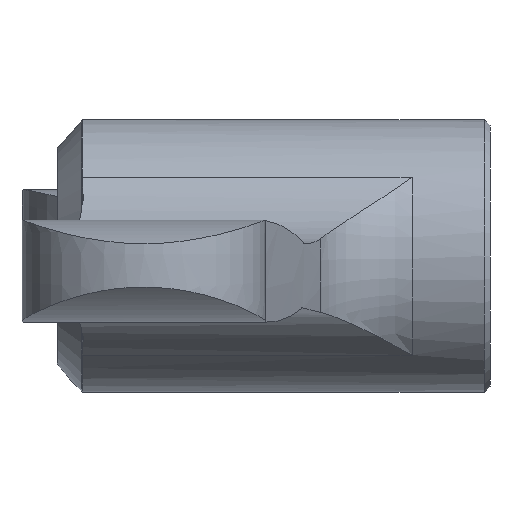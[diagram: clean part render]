
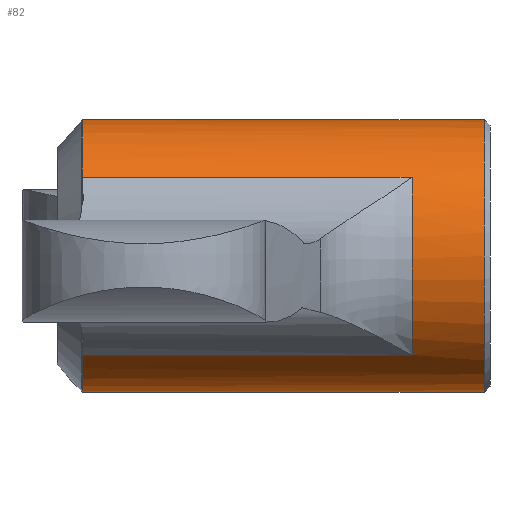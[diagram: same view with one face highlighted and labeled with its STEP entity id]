
A CAD part, left-side view. The second image highlights one B-rep face of the part: STEP entity #82.
In plain terms, the highlighted cylindrical face has radius 7 mm (diameter 14 mm), a full revolution.
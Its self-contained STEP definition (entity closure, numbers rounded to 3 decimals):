
#82 = ADVANCED_FACE( '', ( #189, #190 ), #191, .T. );
#189 = FACE_OUTER_BOUND( '', #327, .T. );
#190 = FACE_OUTER_BOUND( '', #328, .T. );
#191 = CYLINDRICAL_SURFACE( '', #329, 7. );
#327 = EDGE_LOOP( '', ( #508 ) );
#328 = EDGE_LOOP( '', ( #509, #510, #511, #512, #513, #514, #515, #516 ) );
#329 = AXIS2_PLACEMENT_3D( '', #517, #518, #519 );
#508 = ORIENTED_EDGE( '', *, *, #787, .F. );
#509 = ORIENTED_EDGE( '', *, *, #789, .T. );
#510 = ORIENTED_EDGE( '', *, *, #790, .F. );
#511 = ORIENTED_EDGE( '', *, *, #791, .F. );
#512 = ORIENTED_EDGE( '', *, *, #792, .T. );
#513 = ORIENTED_EDGE( '', *, *, #761, .T. );
#514 = ORIENTED_EDGE( '', *, *, #793, .F. );
#515 = ORIENTED_EDGE( '', *, *, #794, .F. );
#516 = ORIENTED_EDGE( '', *, *, #795, .T. );
#517 = CARTESIAN_POINT( '', ( 0., 0., 0. ) );
#518 = DIRECTION( '', ( 0., 1., 0. ) );
#519 = DIRECTION( '', ( 0., 0., -1. ) );
#761 = EDGE_CURVE( '', #900, #898, #901, .T. );
#787 = EDGE_CURVE( '', #941, #941, #942, .T. );
#789 = EDGE_CURVE( '', #944, #945, #946, .T. );
#790 = EDGE_CURVE( '', #947, #945, #948, .T. );
#791 = EDGE_CURVE( '', #949, #947, #950, .T. );
#792 = EDGE_CURVE( '', #949, #900, #951, .T. );
#793 = EDGE_CURVE( '', #952, #898, #953, .T. );
#794 = EDGE_CURVE( '', #954, #952, #955, .T. );
#795 = EDGE_CURVE( '', #954, #944, #956, .T. );
#898 = VERTEX_POINT( '', #1178 );
#900 = VERTEX_POINT( '', #1195 );
#901 = CIRCLE( '', #1196, 7. );
#941 = VERTEX_POINT( '', #1288 );
#942 = CIRCLE( '', #1289, 7. );
#944 = VERTEX_POINT( '', #1291 );
#945 = VERTEX_POINT( '', #1292 );
#946 = CIRCLE( '', #1293, 7. );
#947 = VERTEX_POINT( '', #1294 );
#948 = LINE( '', #1295, #1296 );
#949 = VERTEX_POINT( '', #1297 );
#950 = CIRCLE( '', #1298, 7. );
#951 = LINE( '', #1299, #1300 );
#952 = VERTEX_POINT( '', #1301 );
#953 = LINE( '', #1302, #1303 );
#954 = VERTEX_POINT( '', #1304 );
#955 = CIRCLE( '', #1305, 7. );
#956 = LINE( '', #1306, #1307 );
#1178 = CARTESIAN_POINT( '', ( -4.816, 3.999, -5.08 ) );
#1195 = CARTESIAN_POINT( '', ( -5.725, 3.999, 4.027 ) );
#1196 = AXIS2_PLACEMENT_3D( '', #1657, #1658, #1659 );
#1288 = CARTESIAN_POINT( '', ( 0., 0.3, -7. ) );
#1289 = AXIS2_PLACEMENT_3D( '', #1685, #1686, #1687 );
#1291 = CARTESIAN_POINT( '', ( 5.725, 3.999, -4.027 ) );
#1292 = CARTESIAN_POINT( '', ( 4.816, 3.999, 5.08 ) );
#1293 = AXIS2_PLACEMENT_3D( '', #1688, #1689, #1690 );
#1294 = CARTESIAN_POINT( '', ( 4.816, 20.9, 5.08 ) );
#1295 = CARTESIAN_POINT( '', ( 4.816, 35.5, 5.08 ) );
#1296 = VECTOR( '', #1691, 1000. );
#1297 = CARTESIAN_POINT( '', ( -5.725, 20.9, 4.027 ) );
#1298 = AXIS2_PLACEMENT_3D( '', #1692, #1693, #1694 );
#1299 = CARTESIAN_POINT( '', ( -5.725, 35.5, 4.027 ) );
#1300 = VECTOR( '', #1695, 1000. );
#1301 = CARTESIAN_POINT( '', ( -4.816, 20.9, -5.08 ) );
#1302 = CARTESIAN_POINT( '', ( -4.816, 35.5, -5.08 ) );
#1303 = VECTOR( '', #1696, 1000. );
#1304 = CARTESIAN_POINT( '', ( 5.725, 20.9, -4.027 ) );
#1305 = AXIS2_PLACEMENT_3D( '', #1697, #1698, #1699 );
#1306 = CARTESIAN_POINT( '', ( 5.725, 35.5, -4.027 ) );
#1307 = VECTOR( '', #1700, 1000. );
#1657 = CARTESIAN_POINT( '', ( 0., 3.999, 0. ) );
#1658 = DIRECTION( '', ( 0., -1., 0. ) );
#1659 = DIRECTION( '', ( 0., 0., -1. ) );
#1685 = CARTESIAN_POINT( '', ( 0., 0.3, 0. ) );
#1686 = DIRECTION( '', ( 0., -1., 0. ) );
#1687 = DIRECTION( '', ( 0., 0., -1. ) );
#1688 = CARTESIAN_POINT( '', ( 0., 3.999, 0. ) );
#1689 = DIRECTION( '', ( 0., -1., 0. ) );
#1690 = DIRECTION( '', ( 0., 0., -1. ) );
#1691 = DIRECTION( '', ( 0., -1., 0. ) );
#1692 = CARTESIAN_POINT( '', ( 0., 20.9, 0. ) );
#1693 = DIRECTION( '', ( 0., 1., 0. ) );
#1694 = DIRECTION( '', ( 0., 0., 1. ) );
#1695 = DIRECTION( '', ( 0., -1., 0. ) );
#1696 = DIRECTION( '', ( 0., -1., 0. ) );
#1697 = CARTESIAN_POINT( '', ( 0., 20.9, 0. ) );
#1698 = DIRECTION( '', ( 0., 1., 0. ) );
#1699 = DIRECTION( '', ( 0., 0., 1. ) );
#1700 = DIRECTION( '', ( 0., -1., 0. ) );
